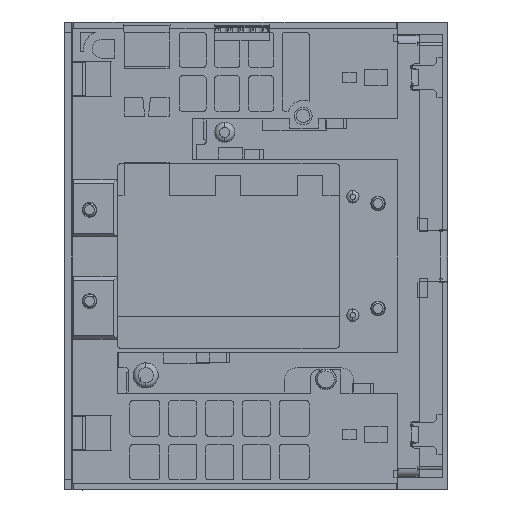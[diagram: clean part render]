
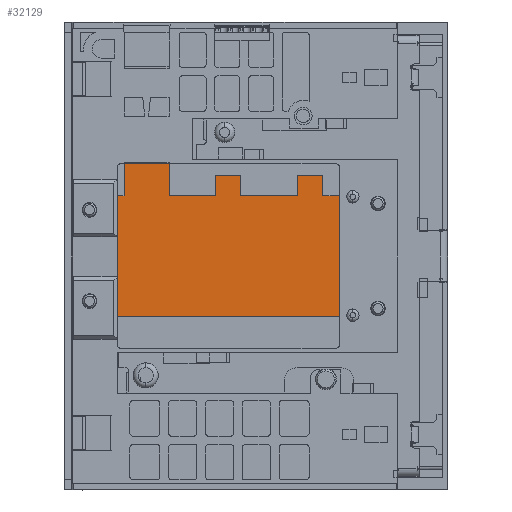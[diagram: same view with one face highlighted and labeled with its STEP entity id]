
A CAD part, front view. The second image highlights one B-rep face of the part: STEP entity #32129.
In plain terms, the highlighted planar face has unit normal (0, -1, 0).
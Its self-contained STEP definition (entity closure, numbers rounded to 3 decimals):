
#11485=DIRECTION('',(0.,0.,-1.));
#11486=VECTOR('',#11485,36.);
#11487=CARTESIAN_POINT('',(29.,83.291,-28.496));
#11488=LINE('',#11487,#11486);
#11489=DIRECTION('',(1.,0.,0.));
#11490=VECTOR('',#11489,66.25);
#11491=CARTESIAN_POINT('',(-37.25,83.291,-64.496));
#11492=LINE('',#11491,#11490);
#11535=DIRECTION('',(0.,0.,-1.));
#11536=VECTOR('',#11535,36.);
#11537=CARTESIAN_POINT('',(-37.25,83.291,-28.496));
#11538=LINE('',#11537,#11536);
#11901=DIRECTION('',(0.,0.,1.));
#11902=VECTOR('',#11901,6.);
#11903=CARTESIAN_POINT('',(-0.5,83.291,-28.496));
#11904=LINE('',#11903,#11902);
#11909=DIRECTION('',(-1.,0.,0.));
#11910=VECTOR('',#11909,7.5);
#11911=CARTESIAN_POINT('',(-0.5,83.291,-22.496));
#11912=LINE('',#11911,#11910);
#11921=DIRECTION('',(0.,0.,-1.));
#11922=VECTOR('',#11921,6.);
#11923=CARTESIAN_POINT('',(-8.,83.291,-22.496));
#11924=LINE('',#11923,#11922);
#11933=DIRECTION('',(-1.,0.,0.));
#11934=VECTOR('',#11933,13.8);
#11935=CARTESIAN_POINT('',(-8.,83.291,-28.496));
#11936=LINE('',#11935,#11934);
#11957=DIRECTION('',(0.,0.,1.));
#11958=VECTOR('',#11957,9.898);
#11959=CARTESIAN_POINT('',(-21.8,83.291,-28.496));
#11960=LINE('',#11959,#11958);
#11965=DIRECTION('',(-1.,0.,0.));
#11966=VECTOR('',#11965,13.4);
#11967=CARTESIAN_POINT('',(-21.8,83.291,-18.598));
#11968=LINE('',#11967,#11966);
#11981=DIRECTION('',(0.,0.,-1.));
#11982=VECTOR('',#11981,9.898);
#11983=CARTESIAN_POINT('',(-35.2,83.291,-18.598));
#11984=LINE('',#11983,#11982);
#11997=DIRECTION('',(-1.,0.,0.));
#11998=VECTOR('',#11997,2.05);
#11999=CARTESIAN_POINT('',(-35.2,83.291,-28.496));
#12000=LINE('',#11999,#11998);
#12065=DIRECTION('',(-1.,0.,0.));
#12066=VECTOR('',#12065,17.);
#12067=CARTESIAN_POINT('',(16.5,83.291,-28.496));
#12068=LINE('',#12067,#12066);
#12077=DIRECTION('',(0.,0.,-1.));
#12078=VECTOR('',#12077,6.);
#12079=CARTESIAN_POINT('',(16.5,83.291,-22.496));
#12080=LINE('',#12079,#12078);
#12089=DIRECTION('',(-1.,0.,0.));
#12090=VECTOR('',#12089,7.5);
#12091=CARTESIAN_POINT('',(24.,83.291,-22.496));
#12092=LINE('',#12091,#12090);
#12101=DIRECTION('',(0.,0.,1.));
#12102=VECTOR('',#12101,6.);
#12103=CARTESIAN_POINT('',(24.,83.291,-28.496));
#12104=LINE('',#12103,#12102);
#12113=DIRECTION('',(-1.,0.,0.));
#12114=VECTOR('',#12113,5.);
#12115=CARTESIAN_POINT('',(29.,83.291,-28.496));
#12116=LINE('',#12115,#12114);
#17623=CARTESIAN_POINT('',(29.,83.291,-28.496));
#17624=CARTESIAN_POINT('',(29.,83.291,-64.496));
#17625=VERTEX_POINT('',#17623);
#17626=VERTEX_POINT('',#17624);
#17627=CARTESIAN_POINT('',(-21.8,83.291,-18.598));
#17628=CARTESIAN_POINT('',(-35.2,83.291,-18.598));
#17629=VERTEX_POINT('',#17627);
#17630=VERTEX_POINT('',#17628);
#17631=CARTESIAN_POINT('',(-8.,83.291,-22.496));
#17632=CARTESIAN_POINT('',(-8.,83.291,-28.496));
#17633=VERTEX_POINT('',#17631);
#17634=VERTEX_POINT('',#17632);
#17635=CARTESIAN_POINT('',(-0.5,83.291,-22.496));
#17636=VERTEX_POINT('',#17635);
#17637=CARTESIAN_POINT('',(-0.5,83.291,-28.496));
#17638=VERTEX_POINT('',#17637);
#17639=CARTESIAN_POINT('',(16.5,83.291,-22.496));
#17640=CARTESIAN_POINT('',(16.5,83.291,-28.496));
#17641=VERTEX_POINT('',#17639);
#17642=VERTEX_POINT('',#17640);
#17643=CARTESIAN_POINT('',(24.,83.291,-22.496));
#17644=VERTEX_POINT('',#17643);
#17645=CARTESIAN_POINT('',(24.,83.291,-28.496));
#17646=VERTEX_POINT('',#17645);
#17647=CARTESIAN_POINT('',(-37.25,83.291,-64.496));
#17648=VERTEX_POINT('',#17647);
#17661=CARTESIAN_POINT('',(-37.25,83.291,-28.496));
#17662=VERTEX_POINT('',#17661);
#17783=CARTESIAN_POINT('',(-21.8,83.291,-28.496));
#17784=VERTEX_POINT('',#17783);
#17793=CARTESIAN_POINT('',(-35.2,83.291,-28.496));
#17794=VERTEX_POINT('',#17793);
#32091=CARTESIAN_POINT('',(-4.125,83.291,-41.547));
#32092=DIRECTION('',(0.,1.,0.));
#32093=DIRECTION('',(0.,0.,-1.));
#32094=AXIS2_PLACEMENT_3D('',#32091,#32092,#32093);
#32095=PLANE('',#32094);
#32097=ORIENTED_EDGE('',*,*,#32096,.F.);
#32099=ORIENTED_EDGE('',*,*,#32098,.F.);
#32101=ORIENTED_EDGE('',*,*,#32100,.F.);
#32103=ORIENTED_EDGE('',*,*,#32102,.F.);
#32105=ORIENTED_EDGE('',*,*,#32104,.F.);
#32107=ORIENTED_EDGE('',*,*,#32106,.F.);
#32109=ORIENTED_EDGE('',*,*,#32108,.F.);
#32111=ORIENTED_EDGE('',*,*,#32110,.F.);
#32113=ORIENTED_EDGE('',*,*,#32112,.F.);
#32115=ORIENTED_EDGE('',*,*,#32114,.F.);
#32117=ORIENTED_EDGE('',*,*,#32116,.F.);
#32119=ORIENTED_EDGE('',*,*,#32118,.F.);
#32121=ORIENTED_EDGE('',*,*,#32120,.F.);
#32123=ORIENTED_EDGE('',*,*,#32122,.F.);
#32125=ORIENTED_EDGE('',*,*,#32124,.F.);
#32126=ORIENTED_EDGE('',*,*,#32073,.T.);
#32127=EDGE_LOOP('',(#32097,#32099,#32101,#32103,#32105,#32107,#32109,#32111,
#32113,#32115,#32117,#32119,#32121,#32123,#32125,#32126));
#32128=FACE_OUTER_BOUND('',#32127,.F.);
#32073=EDGE_CURVE('',#17625,#17626,#11488,.T.);
#32096=EDGE_CURVE('',#17648,#17626,#11492,.T.);
#32098=EDGE_CURVE('',#17662,#17648,#11538,.T.);
#32100=EDGE_CURVE('',#17794,#17662,#12000,.T.);
#32102=EDGE_CURVE('',#17630,#17794,#11984,.T.);
#32104=EDGE_CURVE('',#17629,#17630,#11968,.T.);
#32106=EDGE_CURVE('',#17784,#17629,#11960,.T.);
#32108=EDGE_CURVE('',#17634,#17784,#11936,.T.);
#32110=EDGE_CURVE('',#17633,#17634,#11924,.T.);
#32112=EDGE_CURVE('',#17636,#17633,#11912,.T.);
#32114=EDGE_CURVE('',#17638,#17636,#11904,.T.);
#32116=EDGE_CURVE('',#17642,#17638,#12068,.T.);
#32118=EDGE_CURVE('',#17641,#17642,#12080,.T.);
#32120=EDGE_CURVE('',#17644,#17641,#12092,.T.);
#32122=EDGE_CURVE('',#17646,#17644,#12104,.T.);
#32124=EDGE_CURVE('',#17625,#17646,#12116,.T.);
#32129=ADVANCED_FACE('',(#32128),#32095,.F.);
